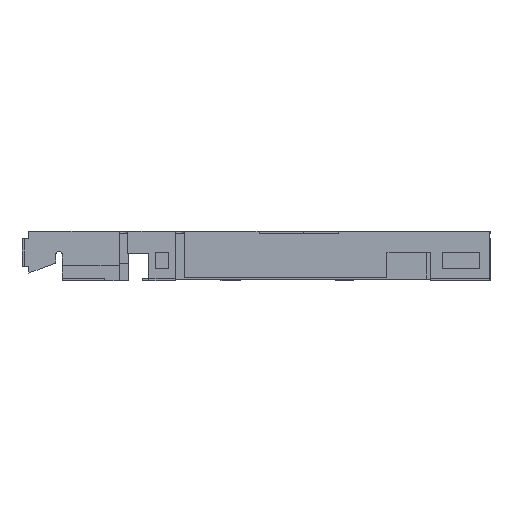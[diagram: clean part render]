
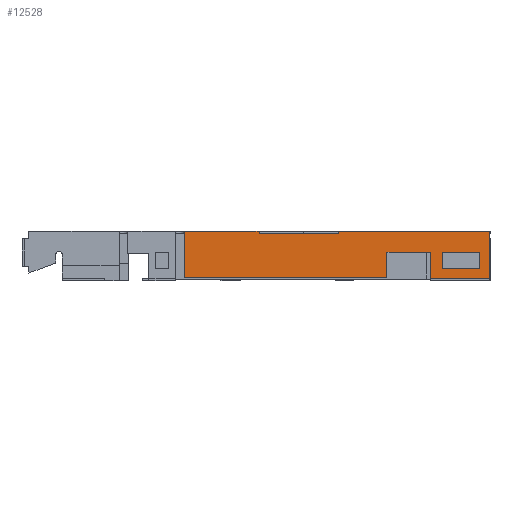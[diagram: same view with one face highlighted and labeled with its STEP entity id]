
A CAD part, left-side view. The second image highlights one B-rep face of the part: STEP entity #12528.
In plain terms, the highlighted planar face has unit normal (-1, 0, 0).
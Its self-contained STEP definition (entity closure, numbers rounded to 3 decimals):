
#337=DIRECTION('',(0.,-1.,0.));
#338=VECTOR('',#337,8.99);
#339=CARTESIAN_POINT('',(-13.7,8.99,0.));
#340=LINE('',#339,#338);
#361=DIRECTION('',(0.,-1.,0.));
#362=VECTOR('',#361,4.45);
#363=CARTESIAN_POINT('',(-13.7,18.17,0.));
#364=LINE('',#363,#362);
#1984=DIRECTION('',(0.,-1.,0.));
#1985=VECTOR('',#1984,2.2);
#1986=CARTESIAN_POINT('',(-13.7,2.82,-1.25));
#1987=LINE('',#1986,#1985);
#1988=DIRECTION('',(0.,0.,1.));
#1989=VECTOR('',#1988,0.98);
#1990=CARTESIAN_POINT('',(-13.7,2.82,-2.23));
#1991=LINE('',#1990,#1989);
#1992=DIRECTION('',(0.,1.,0.));
#1993=VECTOR('',#1992,2.2);
#1994=CARTESIAN_POINT('',(-13.7,0.62,-2.23));
#1995=LINE('',#1994,#1993);
#1996=DIRECTION('',(0.,0.,-1.));
#1997=VECTOR('',#1996,0.98);
#1998=CARTESIAN_POINT('',(-13.7,0.62,-1.25));
#1999=LINE('',#1998,#1997);
#2000=DIRECTION('',(0.,0.,-1.));
#2001=VECTOR('',#2000,2.8);
#2002=CARTESIAN_POINT('',(-13.7,0.,0.));
#2003=LINE('',#2002,#2001);
#2004=DIRECTION('',(0.,0.,1.));
#2005=VECTOR('',#2004,1.55);
#2006=CARTESIAN_POINT('',(-13.7,3.52,-2.8));
#2007=LINE('',#2006,#2005);
#2008=DIRECTION('',(0.,-1.,0.));
#2009=VECTOR('',#2008,2.6);
#2010=CARTESIAN_POINT('',(-13.7,6.12,-1.25));
#2011=LINE('',#2010,#2009);
#2012=DIRECTION('',(0.,0.,1.));
#2013=VECTOR('',#2012,1.5);
#2014=CARTESIAN_POINT('',(-13.7,6.12,-2.75));
#2015=LINE('',#2014,#2013);
#2016=DIRECTION('',(0.,-1.,0.));
#2017=VECTOR('',#2016,12.05);
#2018=CARTESIAN_POINT('',(-13.7,18.17,-2.75));
#2019=LINE('',#2018,#2017);
#2020=DIRECTION('',(0.,0.,-1.));
#2021=VECTOR('',#2020,0.15);
#2022=CARTESIAN_POINT('',(-13.7,13.72,0.));
#2023=LINE('',#2022,#2021);
#2024=DIRECTION('',(0.,1.,0.));
#2025=VECTOR('',#2024,4.73);
#2026=CARTESIAN_POINT('',(-13.7,8.99,-0.15));
#2027=LINE('',#2026,#2025);
#2028=DIRECTION('',(0.,0.,-1.));
#2029=VECTOR('',#2028,0.15);
#2030=CARTESIAN_POINT('',(-13.7,8.99,0.));
#2031=LINE('',#2030,#2029);
#7156=DIRECTION('',(0.,0.,-1.));
#7157=VECTOR('',#7156,2.75);
#7158=CARTESIAN_POINT('',(-13.7,18.17,0.));
#7159=LINE('',#7158,#7157);
#7204=DIRECTION('',(0.,1.,0.));
#7205=VECTOR('',#7204,3.52);
#7206=CARTESIAN_POINT('',(-13.7,0.,-2.8));
#7207=LINE('',#7206,#7205);
#8038=CARTESIAN_POINT('',(-13.7,18.17,0.));
#8039=VERTEX_POINT('',#8038);
#8040=CARTESIAN_POINT('',(-13.7,0.,0.));
#8042=VERTEX_POINT('',#8040);
#8330=CARTESIAN_POINT('',(-13.7,18.17,-2.75));
#8331=CARTESIAN_POINT('',(-13.7,6.12,-2.75));
#8332=VERTEX_POINT('',#8330);
#8333=VERTEX_POINT('',#8331);
#8334=CARTESIAN_POINT('',(-13.7,6.12,-1.25));
#8335=VERTEX_POINT('',#8334);
#8336=CARTESIAN_POINT('',(-13.7,3.52,-1.25));
#8337=VERTEX_POINT('',#8336);
#8350=CARTESIAN_POINT('',(-13.7,2.82,-1.25));
#8351=CARTESIAN_POINT('',(-13.7,0.62,-1.25));
#8352=VERTEX_POINT('',#8350);
#8353=VERTEX_POINT('',#8351);
#8354=CARTESIAN_POINT('',(-13.7,0.62,-2.23));
#8355=VERTEX_POINT('',#8354);
#8356=CARTESIAN_POINT('',(-13.7,2.82,-2.23));
#8357=VERTEX_POINT('',#8356);
#8374=CARTESIAN_POINT('',(-13.7,8.99,0.));
#8376=VERTEX_POINT('',#8374);
#8384=CARTESIAN_POINT('',(-13.7,13.72,0.));
#8385=VERTEX_POINT('',#8384);
#8386=CARTESIAN_POINT('',(-13.7,8.99,-0.15));
#8387=CARTESIAN_POINT('',(-13.7,13.72,-0.15));
#8388=VERTEX_POINT('',#8386);
#8389=VERTEX_POINT('',#8387);
#8988=CARTESIAN_POINT('',(-13.7,0.,-2.8));
#8990=VERTEX_POINT('',#8988);
#8996=CARTESIAN_POINT('',(-13.7,3.52,-2.8));
#8998=VERTEX_POINT('',#8996);
#12492=CARTESIAN_POINT('',(-13.7,21.52,0.));
#12493=DIRECTION('',(-1.,0.,0.));
#12494=DIRECTION('',(0.,-1.,0.));
#12495=AXIS2_PLACEMENT_3D('',#12492,#12493,#12494);
#12496=PLANE('',#12495);
#12497=ORIENTED_EDGE('',*,*,#12426,.T.);
#12499=ORIENTED_EDGE('',*,*,#12498,.T.);
#12501=ORIENTED_EDGE('',*,*,#12500,.T.);
#12503=ORIENTED_EDGE('',*,*,#12502,.F.);
#12505=ORIENTED_EDGE('',*,*,#12504,.F.);
#12507=ORIENTED_EDGE('',*,*,#12506,.F.);
#12509=ORIENTED_EDGE('',*,*,#12508,.F.);
#12510=ORIENTED_EDGE('',*,*,#10623,.T.);
#12512=ORIENTED_EDGE('',*,*,#12511,.T.);
#12513=ORIENTED_EDGE('',*,*,#11976,.F.);
#12515=ORIENTED_EDGE('',*,*,#12514,.F.);
#12516=ORIENTED_EDGE('',*,*,#10611,.T.);
#12517=EDGE_LOOP('',(#12497,#12499,#12501,#12503,#12505,#12507,#12509,#12510,
#12512,#12513,#12515,#12516));
#12518=FACE_OUTER_BOUND('',#12517,.F.);
#12519=ORIENTED_EDGE('',*,*,#12482,.F.);
#12521=ORIENTED_EDGE('',*,*,#12520,.F.);
#12523=ORIENTED_EDGE('',*,*,#12522,.F.);
#12525=ORIENTED_EDGE('',*,*,#12524,.F.);
#12526=EDGE_LOOP('',(#12519,#12521,#12523,#12525));
#12527=FACE_BOUND('',#12526,.F.);
#12528=ADVANCED_FACE('',(#12518,#12527),#12496,.T.);
#10611=EDGE_CURVE('',#8376,#8042,#340,.T.);
#10623=EDGE_CURVE('',#8039,#8385,#364,.T.);
#11976=EDGE_CURVE('',#8388,#8389,#2027,.T.);
#12426=EDGE_CURVE('',#8042,#8990,#2003,.T.);
#12482=EDGE_CURVE('',#8352,#8353,#1987,.T.);
#12498=EDGE_CURVE('',#8990,#8998,#7207,.T.);
#12500=EDGE_CURVE('',#8998,#8337,#2007,.T.);
#12502=EDGE_CURVE('',#8335,#8337,#2011,.T.);
#12504=EDGE_CURVE('',#8333,#8335,#2015,.T.);
#12506=EDGE_CURVE('',#8332,#8333,#2019,.T.);
#12508=EDGE_CURVE('',#8039,#8332,#7159,.T.);
#12511=EDGE_CURVE('',#8385,#8389,#2023,.T.);
#12514=EDGE_CURVE('',#8376,#8388,#2031,.T.);
#12520=EDGE_CURVE('',#8357,#8352,#1991,.T.);
#12522=EDGE_CURVE('',#8355,#8357,#1995,.T.);
#12524=EDGE_CURVE('',#8353,#8355,#1999,.T.);
